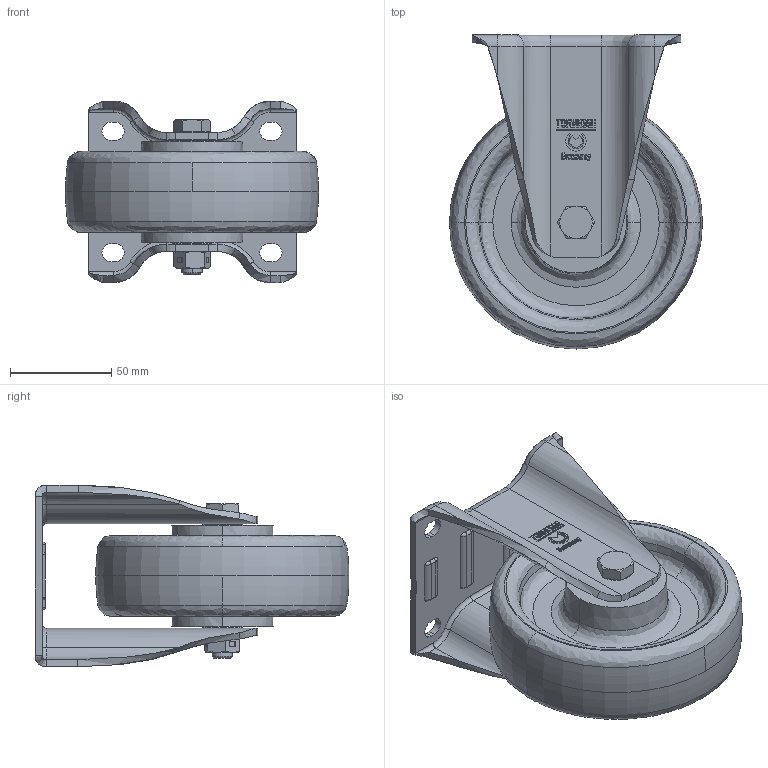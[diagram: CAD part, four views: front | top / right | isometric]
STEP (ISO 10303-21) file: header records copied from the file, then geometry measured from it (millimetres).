
FILE_DESCRIPTION (( 'STEP AP214' ), '1' );
FILE_NAME ('0033439BL_B-IM-PAM-125-K-EC.STEP', '2016-05-18T16:59:27', ( '' ), ( '' ), 'SwSTEP 2.0', 'SolidWorks 2016', '' );
FILE_SCHEMA (( 'AUTOMOTIVE_DESIGN' ));
Length unit declared in the file: millimetre
Products named in the file (1): 0033439BL_B-IM-PAM-125-K-EC
Bounding box: 125 x 155 x 89.74 mm (x, y, z)
Volume: 407390.2 mm3; surface area: 123629.8 mm2
Topology: 17 solids, 17 shells, 744 faces, 1790 edges, 1126 vertices
Faces by surface type: plane 343, cylinder 227, bspline 76, cone 56, torus 42
Entity records: 35756 total; most frequent: CARTESIAN_POINT 10057, DIRECTION 3604, ORIENTED_EDGE 3580, EDGE_CURVE 1790, AXIS2_PLACEMENT_3D 1287, VERTEX_POINT 1126, VECTOR 1030, LINE 1030
